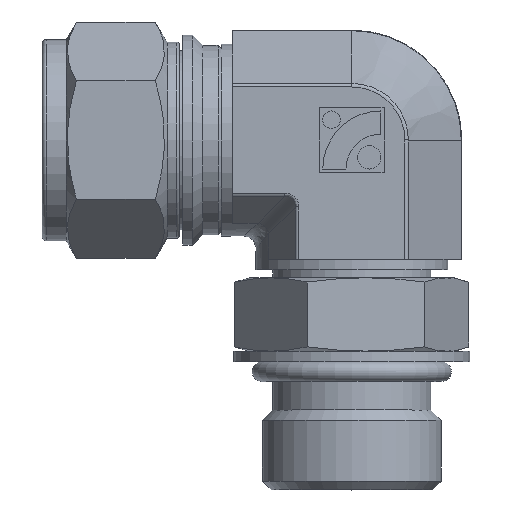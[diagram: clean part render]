
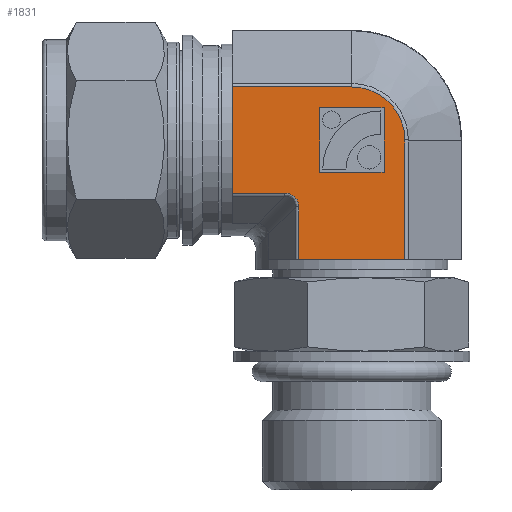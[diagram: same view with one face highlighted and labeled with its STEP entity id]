
A CAD part, top view. The second image highlights one B-rep face of the part: STEP entity #1831.
In plain terms, the highlighted planar face has unit normal (0, 0, 1).
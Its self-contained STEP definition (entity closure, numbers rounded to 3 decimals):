
#55=FACE_BOUND('',#611,.T.);
#132=ELLIPSE('',#2010,2.582,2.);
#163=LINE('',#2853,#279);
#174=LINE('',#2919,#290);
#175=LINE('',#2924,#291);
#184=LINE('',#2945,#300);
#185=LINE('',#3015,#301);
#188=LINE('',#3054,#304);
#189=LINE('',#3058,#305);
#190=LINE('',#3064,#306);
#199=LINE('',#3107,#315);
#200=LINE('',#3109,#316);
#201=LINE('',#3111,#317);
#202=LINE('',#3112,#318);
#279=VECTOR('',#2258,10.);
#290=VECTOR('',#2341,10.);
#291=VECTOR('',#2346,10.);
#300=VECTOR('',#2367,10.);
#301=VECTOR('',#2394,10.);
#304=VECTOR('',#2409,10.);
#305=VECTOR('',#2414,10.);
#306=VECTOR('',#2423,10.);
#315=VECTOR('',#2480,10.);
#316=VECTOR('',#2481,10.);
#317=VECTOR('',#2482,10.);
#318=VECTOR('',#2483,10.);
#391=PLANE('',#2045);
#482=FACE_OUTER_BOUND('',#610,.T.);
#610=EDGE_LOOP('',(#1473,#1474,#1475,#1476,#1477,#1478,#1479,#1480,#1481,
#1482));
#611=EDGE_LOOP('',(#1483,#1484,#1485,#1486));
#741=CIRCLE('',#2020,6.582);
#821=VERTEX_POINT('',#2807);
#834=VERTEX_POINT('',#2849);
#835=VERTEX_POINT('',#2851);
#854=VERTEX_POINT('',#2917);
#855=VERTEX_POINT('',#2921);
#862=VERTEX_POINT('',#2944);
#863=VERTEX_POINT('',#3013);
#868=VERTEX_POINT('',#3052);
#869=VERTEX_POINT('',#3056);
#870=VERTEX_POINT('',#3060);
#879=VERTEX_POINT('',#3105);
#880=VERTEX_POINT('',#3106);
#881=VERTEX_POINT('',#3108);
#882=VERTEX_POINT('',#3110);
#1008=EDGE_CURVE('',#835,#834,#163,.T.);
#1039=EDGE_CURVE('',#821,#854,#174,.T.);
#1041=EDGE_CURVE('',#855,#835,#175,.T.);
#1052=EDGE_CURVE('',#854,#862,#184,.T.);
#1061=EDGE_CURVE('',#863,#855,#185,.T.);
#1062=EDGE_CURVE('',#862,#863,#132,.T.);
#1068=EDGE_CURVE('',#868,#821,#188,.T.);
#1070=EDGE_CURVE('',#869,#868,#189,.T.);
#1072=EDGE_CURVE('',#870,#869,#741,.T.);
#1073=EDGE_CURVE('',#834,#870,#190,.T.);
#1092=EDGE_CURVE('',#879,#880,#199,.T.);
#1093=EDGE_CURVE('',#880,#881,#200,.T.);
#1094=EDGE_CURVE('',#881,#882,#201,.T.);
#1095=EDGE_CURVE('',#882,#879,#202,.T.);
#1473=ORIENTED_EDGE('',*,*,#1070,.F.);
#1474=ORIENTED_EDGE('',*,*,#1072,.F.);
#1475=ORIENTED_EDGE('',*,*,#1073,.F.);
#1476=ORIENTED_EDGE('',*,*,#1008,.F.);
#1477=ORIENTED_EDGE('',*,*,#1041,.F.);
#1478=ORIENTED_EDGE('',*,*,#1061,.F.);
#1479=ORIENTED_EDGE('',*,*,#1062,.F.);
#1480=ORIENTED_EDGE('',*,*,#1052,.F.);
#1481=ORIENTED_EDGE('',*,*,#1039,.F.);
#1482=ORIENTED_EDGE('',*,*,#1068,.F.);
#1483=ORIENTED_EDGE('',*,*,#1092,.T.);
#1484=ORIENTED_EDGE('',*,*,#1093,.T.);
#1485=ORIENTED_EDGE('',*,*,#1094,.T.);
#1486=ORIENTED_EDGE('',*,*,#1095,.T.);
#1831=ADVANCED_FACE('',(#482,#55),#391,.T.);
#2010=AXIS2_PLACEMENT_3D('',#3041,#2395,#2396);
#2020=AXIS2_PLACEMENT_3D('',#3062,#2419,#2420);
#2045=AXIS2_PLACEMENT_3D('',#3104,#2478,#2479);
#2258=DIRECTION('',(0.,1.,0.));
#2341=DIRECTION('',(-1.,0.,0.));
#2346=DIRECTION('',(0.,1.,0.));
#2367=DIRECTION('',(0.,1.,0.));
#2394=DIRECTION('',(-1.,0.,0.));
#2395=DIRECTION('center_axis',(0.,0.,
1.));
#2396=DIRECTION('ref_axis',(0.707,0.707,0.));
#2409=DIRECTION('',(-1.,0.,0.));
#2414=DIRECTION('',(0.,-1.,0.));
#2419=DIRECTION('center_axis',(0.,0.,
-1.));
#2420=DIRECTION('ref_axis',(0.707,0.707,0.));
#2423=DIRECTION('',(1.,0.,0.));
#2478=DIRECTION('center_axis',(0.,0.,
1.));
#2479=DIRECTION('ref_axis',(0.,1.,0.));
#2480=DIRECTION('',(0.,1.,0.));
#2481=DIRECTION('',(1.,0.,0.));
#2482=DIRECTION('',(0.,-1.,0.));
#2483=DIRECTION('',(-1.,0.,0.));
#2807=CARTESIAN_POINT('',(0.,-14.8,11.9));
#2849=CARTESIAN_POINT('',(-14.8,6.582,11.9));
#2851=CARTESIAN_POINT('',(-14.8,0.,11.9));
#2853=CARTESIAN_POINT('',(-14.8,-6.87,11.9));
#2917=CARTESIAN_POINT('',(-6.582,-14.8,11.9));
#2919=CARTESIAN_POINT('',(-6.87,-14.8,11.9));
#2921=CARTESIAN_POINT('',(-14.8,-6.582,11.9));
#2924=CARTESIAN_POINT('',(-14.8,-6.87,11.9));
#2944=CARTESIAN_POINT('',(-6.582,-8.314,11.9));
#2945=CARTESIAN_POINT('',(-6.582,0.,11.9));
#3013=CARTESIAN_POINT('',(-8.314,-6.582,11.9));
#3015=CARTESIAN_POINT('',(0.,-6.582,11.9));
#3041=CARTESIAN_POINT('Origin',(-8.891,-8.891,11.9));
#3052=CARTESIAN_POINT('',(6.582,-14.8,11.9));
#3054=CARTESIAN_POINT('',(-6.87,-14.8,11.9));
#3056=CARTESIAN_POINT('',(6.582,0.,11.9));
#3058=CARTESIAN_POINT('',(6.582,0.,11.9));
#3060=CARTESIAN_POINT('',(0.,6.582,11.9));
#3062=CARTESIAN_POINT('Origin',(0.,0.,
11.9));
#3064=CARTESIAN_POINT('',(0.,6.582,11.9));
#3104=CARTESIAN_POINT('Origin',(0.,0.,
11.9));
#3105=CARTESIAN_POINT('',(-4.,-4.,11.9));
#3106=CARTESIAN_POINT('',(-4.,4.,11.9));
#3107=CARTESIAN_POINT('',(-4.,-2.,11.9));
#3108=CARTESIAN_POINT('',(4.,4.,11.9));
#3109=CARTESIAN_POINT('',(-2.,4.,11.9));
#3110=CARTESIAN_POINT('',(4.,-4.,11.9));
#3111=CARTESIAN_POINT('',(4.,2.,11.9));
#3112=CARTESIAN_POINT('',(2.,-4.,11.9));
